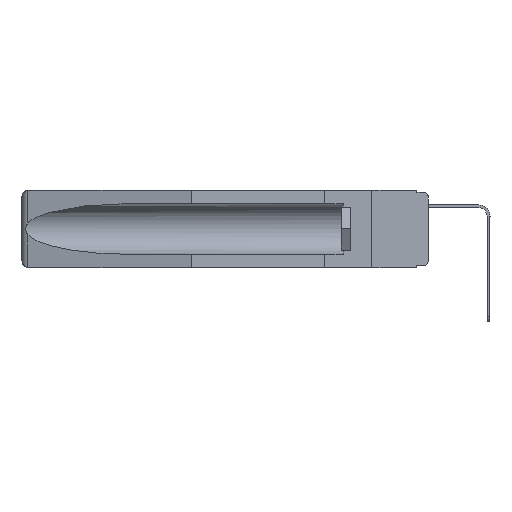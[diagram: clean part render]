
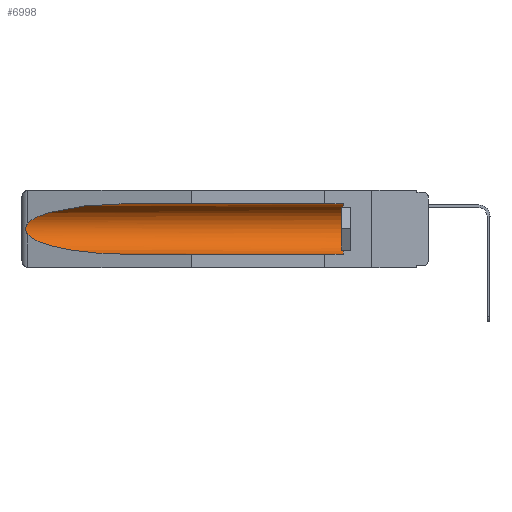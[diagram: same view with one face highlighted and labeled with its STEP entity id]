
A CAD part, left-side view. The second image highlights one B-rep face of the part: STEP entity #6998.
In plain terms, the highlighted cylindrical face has radius 2.857 mm (diameter 5.715 mm), a partial arc.
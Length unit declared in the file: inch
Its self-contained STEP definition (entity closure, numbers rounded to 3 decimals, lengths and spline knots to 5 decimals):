
#142 = DIRECTION ( 'NONE',  ( 0., 1., 0. ) ) ;
#437 = DIRECTION ( 'NONE',  ( 0., 0., 1. ) ) ;
#664 = DIRECTION ( 'NONE',  ( 0., 0., 1. ) ) ;
#856 = CIRCLE ( 'NONE', #19705, 0.1125 ) ;
#1736 = DIRECTION ( 'NONE',  ( 0., 1., 0. ) ) ;
#1751 = EDGE_CURVE ( 'NONE', #5667, #20152, #856, .T. ) ;
#2042 = CARTESIAN_POINT ( 'NONE',  ( 0.155, 0.126, -0.059 ) ) ;
#2443 = CARTESIAN_POINT ( 'NONE',  ( 0.21114, 1.30732, -0.284 ) ) ;
#2519 = CARTESIAN_POINT ( 'NONE',  ( 0.155, 1.07973, -0.284 ) ) ;
#3664 = ORIENTED_EDGE ( 'NONE', *, *, #19967, .T. ) ;
#4221 = CARTESIAN_POINT ( 'NONE',  ( 0.25451, 1.48313, -0.24835 ) ) ;
#4733 = LINE ( 'NONE', #19708, #17173 ) ;
#4836 = ORIENTED_EDGE ( 'NONE', *, *, #7800, .F. ) ;
#5523 = ORIENTED_EDGE ( 'NONE', *, *, #1751, .T. ) ;
#5528 = CARTESIAN_POINT ( 'NONE',  ( 0.26654, 1.53092, -0.15636 ) ) ;
#5667 = VERTEX_POINT ( 'NONE', #17250 ) ;
#5805 = CARTESIAN_POINT ( 'NONE',  ( 0.2673, 1.53269, -0.17917 ) ) ;
#6280 = CARTESIAN_POINT ( 'NONE',  ( 0.26537, 1.52718, -0.14972 ) ) ;
#6686 = FACE_OUTER_BOUND ( 'NONE', #17895, .T. ) ;
#6998 = ADVANCED_FACE ( 'NONE', ( #6686 ), #19106, .F. ) ;
#7219 = CARTESIAN_POINT ( 'NONE',  ( 0.26537, 1.52718, -0.19328 ) ) ;
#7242 = CARTESIAN_POINT ( 'NONE',  ( 0.2675, 1.53308, -0.16763 ) ) ;
#7498 = B_SPLINE_CURVE_WITH_KNOTS ( 'NONE', 3,
 ( #13392, #10323, #5528, #15094, #7242, #10389, #5805, #18273, #8885, #16704 ),
 .UNSPECIFIED., .F., .F.,
 ( 4, 2, 2, 2, 4 ),
 ( 0., 0.00029, 0.00058, 0.00087, 0.00117 ),
 .UNSPECIFIED. ) ;
#7800 = EDGE_CURVE ( 'NONE', #5667, #18789, #4733, .T. ) ;
#8885 = CARTESIAN_POINT ( 'NONE',  ( 0.26597, 1.5296, -0.19026 ) ) ;
#9555 = AXIS2_PLACEMENT_3D ( 'NONE', #17128, #142, #664 ) ;
#10306 = CARTESIAN_POINT ( 'NONE',  ( 0.25451, 1.48313, -0.09465 ) ) ;
#10323 = CARTESIAN_POINT ( 'NONE',  ( 0.26597, 1.52961, -0.15275 ) ) ;
#10389 = CARTESIAN_POINT ( 'NONE',  ( 0.2675, 1.53308, -0.17534 ) ) ;
#10843 = VERTEX_POINT ( 'NONE', #10949 ) ;
#10889 = ORIENTED_EDGE ( 'NONE', *, *, #16828, .T. ) ;
#10949 = CARTESIAN_POINT ( 'NONE',  ( 0.26537, 1.52718, -0.14972 ) ) ;
#11297 = CARTESIAN_POINT ( 'NONE',  ( 0.155, 0.126, -0.1715 ) ) ;
#11433 = EDGE_CURVE ( 'NONE', #19520, #10843, #18251, .T. ) ;
#12012 = DIRECTION ( 'NONE',  ( 0., 1., 0. ) ) ;
#13392 = CARTESIAN_POINT ( 'NONE',  ( 0.26537, 1.52718, -0.14972 ) ) ;
#13522 =( BOUNDED_CURVE ( )  B_SPLINE_CURVE ( 3, ( #7219, #4221, #2443, #18117 ),
 .UNSPECIFIED., .F., .F. ) 
 B_SPLINE_CURVE_WITH_KNOTS ( ( 4, 4 ),
 ( 0.1948, 1.5708 ),
 .UNSPECIFIED. ) 
 CURVE ( )  GEOMETRIC_REPRESENTATION_ITEM ( )  RATIONAL_B_SPLINE_CURVE ( ( 1., 0.848, 0.848, 1. ) ) 
 REPRESENTATION_ITEM ( '' )  );
#13917 = EDGE_CURVE ( 'NONE', #20152, #19520, #18166, .T. ) ;
#14041 = CARTESIAN_POINT ( 'NONE',  ( 0.155, -0.30754, -0.059 ) ) ;
#14728 = ORIENTED_EDGE ( 'NONE', *, *, #13917, .T. ) ;
#15094 = CARTESIAN_POINT ( 'NONE',  ( 0.2673, 1.5327, -0.16383 ) ) ;
#16393 = CARTESIAN_POINT ( 'NONE',  ( 0.155, 1.07973, -0.059 ) ) ;
#16704 = CARTESIAN_POINT ( 'NONE',  ( 0.26537, 1.52718, -0.19328 ) ) ;
#16828 = EDGE_CURVE ( 'NONE', #10843, #20111, #7498, .T. ) ;
#16962 = CARTESIAN_POINT ( 'NONE',  ( 0.155, 1.07973, -0.059 ) ) ;
#17128 = CARTESIAN_POINT ( 'NONE',  ( 0.155, -0.30754, -0.1715 ) ) ;
#17173 = VECTOR ( 'NONE', #12012, 39.37008 ) ;
#17250 = CARTESIAN_POINT ( 'NONE',  ( 0.155, 0.126, -0.284 ) ) ;
#17721 = ORIENTED_EDGE ( 'NONE', *, *, #11433, .T. ) ;
#17895 = EDGE_LOOP ( 'NONE', ( #17721, #10889, #3664, #4836, #5523, #14728 ) ) ;
#18117 = CARTESIAN_POINT ( 'NONE',  ( 0.155, 1.07973, -0.284 ) ) ;
#18166 = LINE ( 'NONE', #14041, #19125 ) ;
#18251 =( BOUNDED_CURVE ( )  B_SPLINE_CURVE ( 3, ( #16962, #19746, #10306, #6280 ),
 .UNSPECIFIED., .F., .F. ) 
 B_SPLINE_CURVE_WITH_KNOTS ( ( 4, 4 ),
 ( 4.71239, 6.08839 ),
 .UNSPECIFIED. ) 
 CURVE ( )  GEOMETRIC_REPRESENTATION_ITEM ( )  RATIONAL_B_SPLINE_CURVE ( ( 1., 0.848, 0.848, 1. ) ) 
 REPRESENTATION_ITEM ( '' )  );
#18273 = CARTESIAN_POINT ( 'NONE',  ( 0.26655, 1.53094, -0.18657 ) ) ;
#18789 = VERTEX_POINT ( 'NONE', #2519 ) ;
#19106 = CYLINDRICAL_SURFACE ( 'NONE', #9555, 0.1125 ) ;
#19113 = DIRECTION ( 'NONE',  ( 0., -1., 0. ) ) ;
#19125 = VECTOR ( 'NONE', #1736, 39.37008 ) ;
#19279 = CARTESIAN_POINT ( 'NONE',  ( 0.26537, 1.52718, -0.19328 ) ) ;
#19520 = VERTEX_POINT ( 'NONE', #16393 ) ;
#19705 = AXIS2_PLACEMENT_3D ( 'NONE', #11297, #19113, #437 ) ;
#19708 = CARTESIAN_POINT ( 'NONE',  ( 0.155, -0.30754, -0.284 ) ) ;
#19746 = CARTESIAN_POINT ( 'NONE',  ( 0.21114, 1.30732, -0.059 ) ) ;
#19967 = EDGE_CURVE ( 'NONE', #20111, #18789, #13522, .T. ) ;
#20111 = VERTEX_POINT ( 'NONE', #19279 ) ;
#20152 = VERTEX_POINT ( 'NONE', #2042 ) ;
